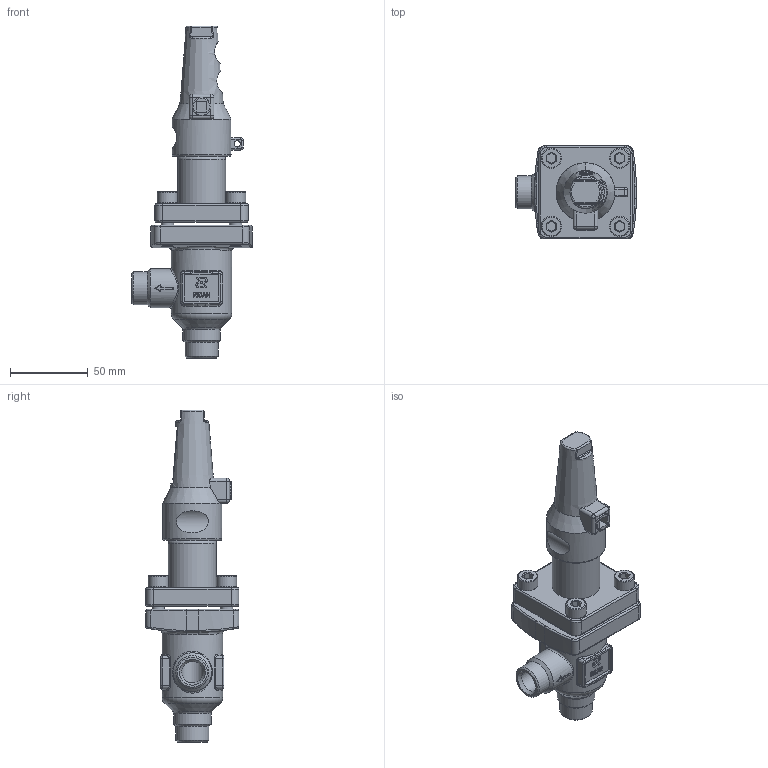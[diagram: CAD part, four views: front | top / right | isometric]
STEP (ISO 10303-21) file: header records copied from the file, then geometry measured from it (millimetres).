
FILE_DESCRIPTION(('TFLEX Exchange Step'),'2;1');
FILE_NAME('148B4015R.stp', '2024-09-09T11:08:59+03:00',('RUCO3378'),('Unknown organisation'),'TFLEX Exchange 2024.4','T-FLEX CAD','Unknown authorisation');
FILE_SCHEMA( ('AP203_CONFIGURATION_CONTROLLED_3D_DESIGN_OF_MECHANICAL_PARTS_AND_ASSEMBLIES_MIM_LF') );
Length unit declared in the file: millimetre
Products named in the file (1): Body_Ang_15
Bounding box: 77.7 x 60.5 x 214 mm (x, y, z)
Volume: 217341.8 mm3; surface area: 54864.7 mm2
Topology: 2 solids, 2 shells, 1078 faces, 2795 edges, 1791 vertices
Faces by surface type: plane 448, bspline 378, cylinder 161, torus 62, cone 17, sphere 12
Full cylindrical faces by diameter (mm): 4 x1, 8 x8, 12 x1, 13 x4, 13.9 x2, 21.3 x2, 24.1 x1, 25 x1, 28 x1, 31 x1, 38 x1, 39 x1
Entity records: 46345 total; most frequent: CARTESIAN_POINT 22428, ORIENTED_EDGE 5566, DIRECTION 3778, EDGE_CURVE 2783, VERTEX_POINT 1791, VECTOR 1514, LINE 1514, EDGE_LOOP 1172
